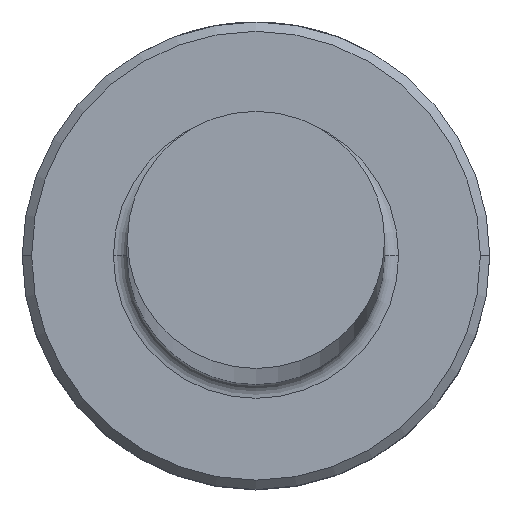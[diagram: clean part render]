
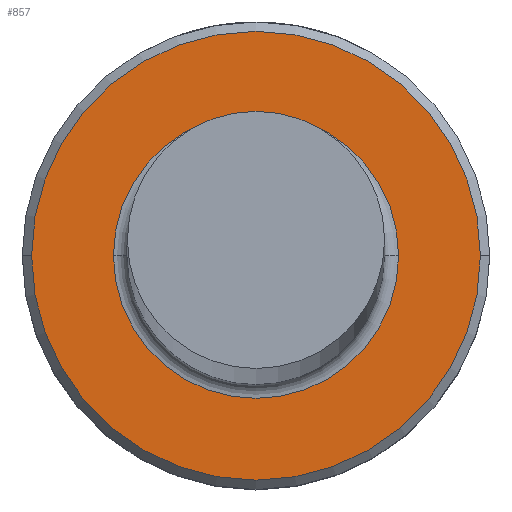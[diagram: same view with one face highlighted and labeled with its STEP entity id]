
A CAD part, top view. The second image highlights one B-rep face of the part: STEP entity #857.
In plain terms, the highlighted planar face has unit normal (0, 0, 1).
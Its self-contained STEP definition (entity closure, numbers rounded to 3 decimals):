
#18 = FACE_BOUND ( 'NONE', #54, .T. ) ;
#54 = EDGE_LOOP ( 'NONE', ( #851, #679 ) ) ;
#63 = FACE_OUTER_BOUND ( 'NONE', #843, .T. ) ;
#70 = DIRECTION ( 'NONE',  ( 0., 0., -1. ) ) ;
#83 = CIRCLE ( 'NONE', #337, 3.05 ) ;
#133 = AXIS2_PLACEMENT_3D ( 'NONE', #461, #1082, #544 ) ;
#138 = AXIS2_PLACEMENT_3D ( 'NONE', #818, #285, #913 ) ;
#186 = DIRECTION ( 'NONE',  ( 1., 0., 0. ) ) ;
#187 = CARTESIAN_POINT ( 'NONE',  ( -4.8, 0., 6. ) ) ;
#220 = VERTEX_POINT ( 'NONE', #597 ) ;
#254 = VERTEX_POINT ( 'NONE', #389 ) ;
#255 = AXIS2_PLACEMENT_3D ( 'NONE', #1148, #713, #186 ) ;
#256 = ORIENTED_EDGE ( 'NONE', *, *, #978, .T. ) ;
#285 = DIRECTION ( 'NONE',  ( 0., 0., 1. ) ) ;
#293 = VERTEX_POINT ( 'NONE', #957 ) ;
#337 = AXIS2_PLACEMENT_3D ( 'NONE', #599, #70, #697 ) ;
#369 = AXIS2_PLACEMENT_3D ( 'NONE', #610, #532, #526 ) ;
#389 = CARTESIAN_POINT ( 'NONE',  ( 3.05, 0., 6. ) ) ;
#461 = CARTESIAN_POINT ( 'NONE',  ( 0., 0., 6. ) ) ;
#526 = DIRECTION ( 'NONE',  ( 1., 0., 0. ) ) ;
#532 = DIRECTION ( 'NONE',  ( 0., 0., 1. ) ) ;
#544 = DIRECTION ( 'NONE',  ( -1., 0., 0. ) ) ;
#547 = ORIENTED_EDGE ( 'NONE', *, *, #669, .T. ) ;
#596 = CIRCLE ( 'NONE', #138, 4.8 ) ;
#597 = CARTESIAN_POINT ( 'NONE',  ( -3.05, 0., 6. ) ) ;
#599 = CARTESIAN_POINT ( 'NONE',  ( 0., 0., 6. ) ) ;
#610 = CARTESIAN_POINT ( 'NONE',  ( 0., 0., 6. ) ) ;
#669 = EDGE_CURVE ( 'NONE', #293, #723, #759, .T. ) ;
#679 = ORIENTED_EDGE ( 'NONE', *, *, #784, .T. ) ;
#697 = DIRECTION ( 'NONE',  ( -1., 0., 0. ) ) ;
#713 = DIRECTION ( 'NONE',  ( 0., 0., 1. ) ) ;
#723 = VERTEX_POINT ( 'NONE', #187 ) ;
#759 = CIRCLE ( 'NONE', #369, 4.8 ) ;
#784 = EDGE_CURVE ( 'NONE', #254, #220, #83, .T. ) ;
#818 = CARTESIAN_POINT ( 'NONE',  ( 0., 0., 6. ) ) ;
#843 = EDGE_LOOP ( 'NONE', ( #256, #547 ) ) ;
#847 = CIRCLE ( 'NONE', #133, 3.05 ) ;
#851 = ORIENTED_EDGE ( 'NONE', *, *, #986, .T. ) ;
#857 = ADVANCED_FACE ( 'NONE', ( #63, #18 ), #1066, .T. ) ;
#913 = DIRECTION ( 'NONE',  ( 1., 0., 0. ) ) ;
#957 = CARTESIAN_POINT ( 'NONE',  ( 4.8, 0., 6. ) ) ;
#978 = EDGE_CURVE ( 'NONE', #723, #293, #596, .T. ) ;
#986 = EDGE_CURVE ( 'NONE', #220, #254, #847, .T. ) ;
#1066 = PLANE ( 'NONE',  #255 ) ;
#1082 = DIRECTION ( 'NONE',  ( 0., 0., -1. ) ) ;
#1148 = CARTESIAN_POINT ( 'NONE',  ( 0., 0., 6. ) ) ;
